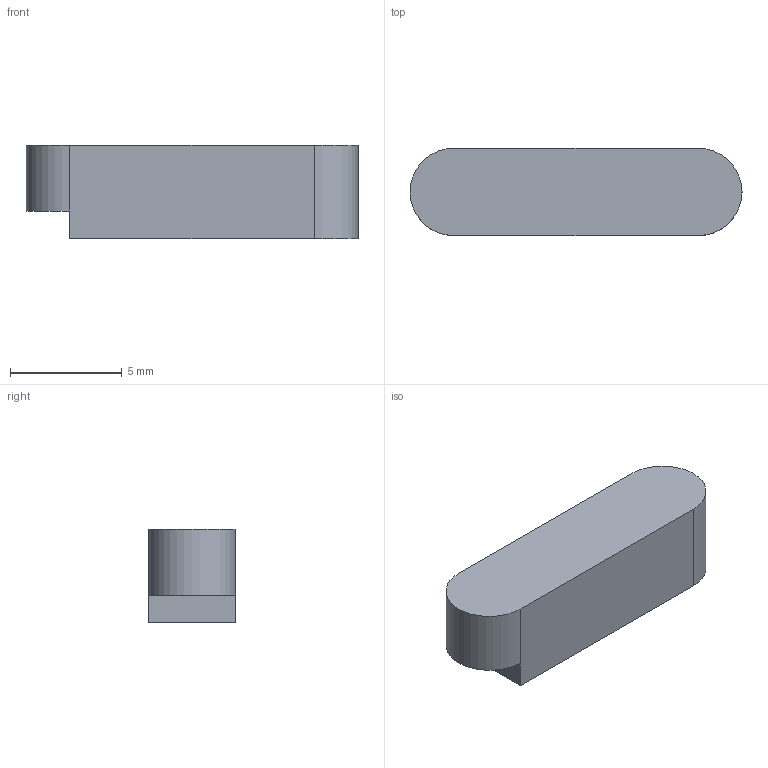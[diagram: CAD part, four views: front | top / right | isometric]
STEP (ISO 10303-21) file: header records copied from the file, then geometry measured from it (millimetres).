
FILE_DESCRIPTION(/* description */ (''),/* implementation_level */ '2;1');
FILE_NAME(/* name */ 'Passfeder.step',/* time_stamp */ '2023-08-14T10:22:08+02:00',/* author */ (''),/* organization */ (''),/* preprocessor_version */ 'ST-DEVELOPER v19.2',/* originating_system */ 'Autodesk Translation Framework v12.6.0.85',/* authorisation */ '');
FILE_SCHEMA (('AUTOMOTIVE_DESIGN { 1 0 10303 214 3 1 1 }'));
Length unit declared in the file: millimetre
Products named in the file (1): Passfeder
Bounding box: 14.85 x 3.9 x 4.2 mm (x, y, z)
Volume: 222.1 mm3; surface area: 250 mm2
Topology: 1 solids, 1 shells, 8 faces, 16 edges, 10 vertices
Faces by surface type: plane 6, cylinder 2
Entity records: 241 total; most frequent: DIRECTION 38, CARTESIAN_POINT 35, ORIENTED_EDGE 32, EDGE_CURVE 16, AXIS2_PLACEMENT_3D 13, LINE 12, VECTOR 12, VERTEX_POINT 10
